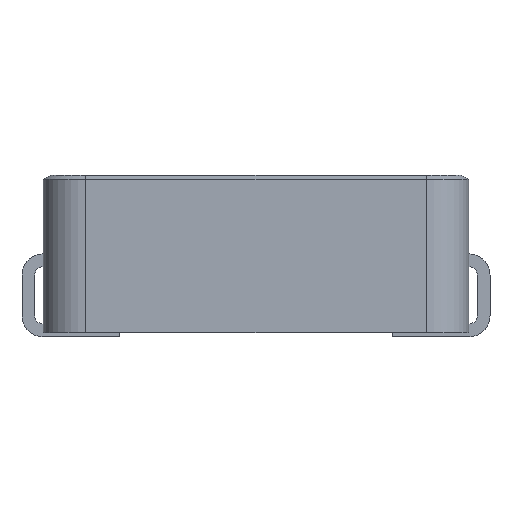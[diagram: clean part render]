
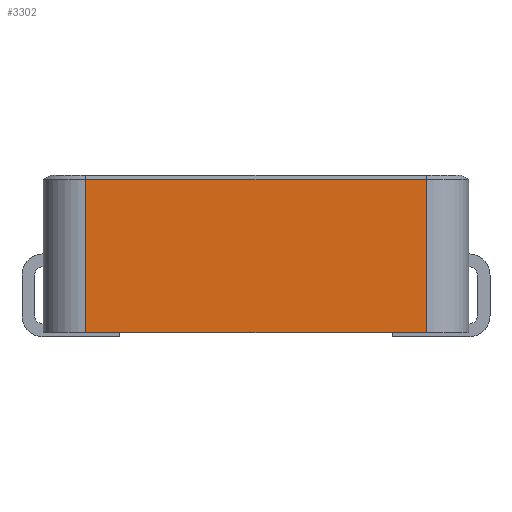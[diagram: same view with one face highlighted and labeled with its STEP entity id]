
A CAD part, front view. The second image highlights one B-rep face of the part: STEP entity #3302.
In plain terms, the highlighted planar face has unit normal (0, -1, 0).
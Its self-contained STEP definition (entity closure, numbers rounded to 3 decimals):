
#86=PLANE('',#3445);
#214=LINE('',#4508,#504);
#234=LINE('',#4553,#524);
#235=LINE('',#4557,#525);
#236=LINE('',#4558,#526);
#504=VECTOR('',#3653,1000.);
#524=VECTOR('',#3689,1000.);
#525=VECTOR('',#3694,1000.);
#526=VECTOR('',#3695,1000.);
#861=ORIENTED_EDGE('',*,*,#1536,.F.);
#862=ORIENTED_EDGE('',*,*,#1538,.T.);
#863=ORIENTED_EDGE('',*,*,#1513,.T.);
#864=ORIENTED_EDGE('',*,*,#1539,.T.);
#1513=EDGE_CURVE('',#1840,#1852,#214,.T.);
#1536=EDGE_CURVE('',#1837,#1869,#234,.T.);
#1538=EDGE_CURVE('',#1837,#1840,#235,.T.);
#1539=EDGE_CURVE('',#1852,#1869,#236,.T.);
#1837=VERTEX_POINT('',#4468);
#1840=VERTEX_POINT('',#4476);
#1852=VERTEX_POINT('',#4509);
#1869=VERTEX_POINT('',#4554);
#2083=EDGE_LOOP('',(#861,#862,#863,#864));
#2227=FACE_BOUND('',#2083,.T.);
#3302=ADVANCED_FACE('',(#2227),#86,.F.);
#3445=AXIS2_PLACEMENT_3D('',#4556,#3692,#3693);
#3653=DIRECTION('',(0.,0.,-1.));
#3689=DIRECTION('',(0.,0.,-1.));
#3692=DIRECTION('',(0.,1.,0.));
#3693=DIRECTION('',(-1.,0.,0.));
#3694=DIRECTION('',(-1.,0.,0.));
#3695=DIRECTION('',(1.,0.,0.));
#4468=CARTESIAN_POINT('',(4.,-5.,3.6));
#4476=CARTESIAN_POINT('',(-4.,-5.,3.6));
#4508=CARTESIAN_POINT('',(-4.,-5.,3.7));
#4509=CARTESIAN_POINT('',(-4.,-5.,0.));
#4553=CARTESIAN_POINT('',(4.,-5.,3.7));
#4554=CARTESIAN_POINT('',(4.,-5.,0.));
#4556=CARTESIAN_POINT('',(-5.,-5.,3.7));
#4557=CARTESIAN_POINT('',(-4.,-5.,3.6));
#4558=CARTESIAN_POINT('',(-5.,-5.,0.));
